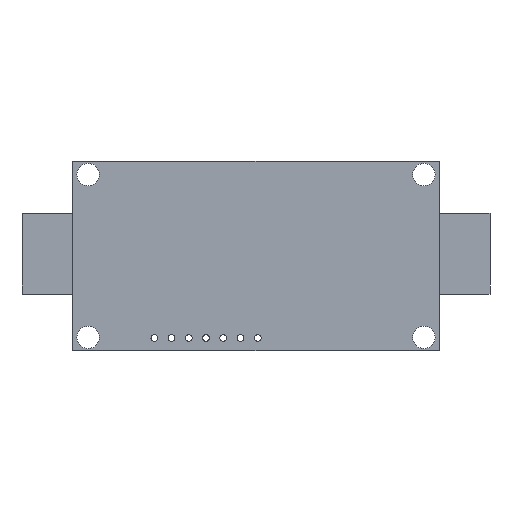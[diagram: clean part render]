
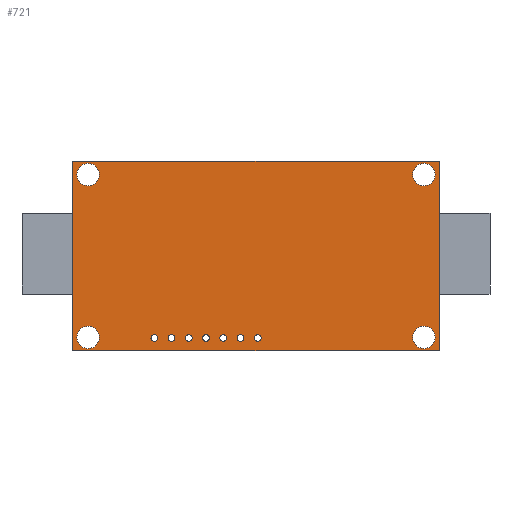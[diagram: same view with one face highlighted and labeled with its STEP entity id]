
A CAD part, left-side view. The second image highlights one B-rep face of the part: STEP entity #721.
In plain terms, the highlighted planar face has unit normal (-1, 0, 0).
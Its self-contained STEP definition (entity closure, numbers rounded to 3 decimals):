
#37=FACE_BOUND('',#128,.T.);
#38=FACE_BOUND('',#129,.T.);
#39=FACE_BOUND('',#130,.T.);
#40=FACE_BOUND('',#131,.T.);
#41=FACE_BOUND('',#132,.T.);
#42=FACE_BOUND('',#133,.T.);
#43=FACE_BOUND('',#134,.T.);
#44=FACE_BOUND('',#135,.T.);
#45=FACE_BOUND('',#136,.T.);
#46=FACE_BOUND('',#137,.T.);
#47=FACE_BOUND('',#138,.T.);
#59=CIRCLE('',#785,1.65);
#60=CIRCLE('',#786,1.65);
#61=CIRCLE('',#787,1.65);
#62=CIRCLE('',#788,1.65);
#63=CIRCLE('',#789,0.5);
#64=CIRCLE('',#790,0.5);
#65=CIRCLE('',#791,0.5);
#66=CIRCLE('',#792,0.5);
#67=CIRCLE('',#793,0.5);
#68=CIRCLE('',#794,0.5);
#69=CIRCLE('',#795,0.5);
#83=FACE_OUTER_BOUND('',#127,.T.);
#127=EDGE_LOOP('',(#497,#498,#499,#500));
#128=EDGE_LOOP('',(#501));
#129=EDGE_LOOP('',(#502));
#130=EDGE_LOOP('',(#503));
#131=EDGE_LOOP('',(#504));
#132=EDGE_LOOP('',(#505));
#133=EDGE_LOOP('',(#506));
#134=EDGE_LOOP('',(#507));
#135=EDGE_LOOP('',(#508));
#136=EDGE_LOOP('',(#509));
#137=EDGE_LOOP('',(#510));
#138=EDGE_LOOP('',(#511));
#193=LINE('',#1066,#265);
#194=LINE('',#1068,#266);
#195=LINE('',#1070,#267);
#196=LINE('',#1071,#268);
#265=VECTOR('',#856,10.);
#266=VECTOR('',#857,10.);
#267=VECTOR('',#858,10.);
#268=VECTOR('',#859,10.);
#337=VERTEX_POINT('',#1064);
#338=VERTEX_POINT('',#1065);
#339=VERTEX_POINT('',#1067);
#340=VERTEX_POINT('',#1069);
#341=VERTEX_POINT('',#1072);
#342=VERTEX_POINT('',#1074);
#343=VERTEX_POINT('',#1076);
#344=VERTEX_POINT('',#1078);
#345=VERTEX_POINT('',#1080);
#346=VERTEX_POINT('',#1082);
#347=VERTEX_POINT('',#1084);
#348=VERTEX_POINT('',#1086);
#349=VERTEX_POINT('',#1088);
#350=VERTEX_POINT('',#1090);
#351=VERTEX_POINT('',#1092);
#401=EDGE_CURVE('',#337,#338,#193,.T.);
#402=EDGE_CURVE('',#338,#339,#194,.F.);
#403=EDGE_CURVE('',#339,#340,#195,.T.);
#404=EDGE_CURVE('',#340,#337,#196,.F.);
#405=EDGE_CURVE('',#341,#341,#59,.T.);
#406=EDGE_CURVE('',#342,#342,#60,.T.);
#407=EDGE_CURVE('',#343,#343,#61,.T.);
#408=EDGE_CURVE('',#344,#344,#62,.T.);
#409=EDGE_CURVE('',#345,#345,#63,.T.);
#410=EDGE_CURVE('',#346,#346,#64,.T.);
#411=EDGE_CURVE('',#347,#347,#65,.T.);
#412=EDGE_CURVE('',#348,#348,#66,.T.);
#413=EDGE_CURVE('',#349,#349,#67,.T.);
#414=EDGE_CURVE('',#350,#350,#68,.T.);
#415=EDGE_CURVE('',#351,#351,#69,.T.);
#497=ORIENTED_EDGE('',*,*,#401,.T.);
#498=ORIENTED_EDGE('',*,*,#402,.T.);
#499=ORIENTED_EDGE('',*,*,#403,.T.);
#500=ORIENTED_EDGE('',*,*,#404,.T.);
#501=ORIENTED_EDGE('',*,*,#405,.T.);
#502=ORIENTED_EDGE('',*,*,#406,.T.);
#503=ORIENTED_EDGE('',*,*,#407,.T.);
#504=ORIENTED_EDGE('',*,*,#408,.T.);
#505=ORIENTED_EDGE('',*,*,#409,.T.);
#506=ORIENTED_EDGE('',*,*,#410,.T.);
#507=ORIENTED_EDGE('',*,*,#411,.T.);
#508=ORIENTED_EDGE('',*,*,#412,.T.);
#509=ORIENTED_EDGE('',*,*,#413,.T.);
#510=ORIENTED_EDGE('',*,*,#414,.T.);
#511=ORIENTED_EDGE('',*,*,#415,.T.);
#689=PLANE('',#784);
#721=ADVANCED_FACE('',(#83,#37,#38,#39,#40,#41,#42,#43,#44,#45,#46,#47),
#689,.T.);
#784=AXIS2_PLACEMENT_3D('',#1063,#854,#855);
#785=AXIS2_PLACEMENT_3D('',#1073,#860,#861);
#786=AXIS2_PLACEMENT_3D('',#1075,#862,#863);
#787=AXIS2_PLACEMENT_3D('',#1077,#864,#865);
#788=AXIS2_PLACEMENT_3D('',#1079,#866,#867);
#789=AXIS2_PLACEMENT_3D('',#1081,#868,#869);
#790=AXIS2_PLACEMENT_3D('',#1083,#870,#871);
#791=AXIS2_PLACEMENT_3D('',#1085,#872,#873);
#792=AXIS2_PLACEMENT_3D('',#1087,#874,#875);
#793=AXIS2_PLACEMENT_3D('',#1089,#876,#877);
#794=AXIS2_PLACEMENT_3D('',#1091,#878,#879);
#795=AXIS2_PLACEMENT_3D('',#1093,#880,#881);
#854=DIRECTION('center_axis',(-1.,0.,0.));
#855=DIRECTION('ref_axis',(0.,0.,1.));
#856=DIRECTION('',(0.,0.,1.));
#857=DIRECTION('',(0.,-1.,0.));
#858=DIRECTION('',(0.,0.,-1.));
#859=DIRECTION('',(0.,1.,0.));
#860=DIRECTION('center_axis',(1.,0.,0.));
#861=DIRECTION('ref_axis',(0.,0.,1.));
#862=DIRECTION('center_axis',(1.,0.,0.));
#863=DIRECTION('ref_axis',(0.,0.,1.));
#864=DIRECTION('center_axis',(1.,0.,0.));
#865=DIRECTION('ref_axis',(0.,0.,1.));
#866=DIRECTION('center_axis',(1.,0.,0.));
#867=DIRECTION('ref_axis',(0.,0.,1.));
#868=DIRECTION('center_axis',(1.,0.,0.));
#869=DIRECTION('ref_axis',(0.,0.,-1.));
#870=DIRECTION('center_axis',(1.,0.,0.));
#871=DIRECTION('ref_axis',(0.,0.,-1.));
#872=DIRECTION('center_axis',(1.,0.,0.));
#873=DIRECTION('ref_axis',(0.,0.,-1.));
#874=DIRECTION('center_axis',(1.,0.,0.));
#875=DIRECTION('ref_axis',(0.,0.,-1.));
#876=DIRECTION('center_axis',(1.,0.,0.));
#877=DIRECTION('ref_axis',(0.,0.,-1.));
#878=DIRECTION('center_axis',(1.,0.,0.));
#879=DIRECTION('ref_axis',(0.,0.,-1.));
#880=DIRECTION('center_axis',(1.,0.,0.));
#881=DIRECTION('ref_axis',(0.,0.,-1.));
#1063=CARTESIAN_POINT('Origin',(5.493,-49.736,9.116));
#1064=CARTESIAN_POINT('',(5.493,-76.736,-4.884));
#1065=CARTESIAN_POINT('',(5.493,-76.736,23.116));
#1066=CARTESIAN_POINT('',(5.493,-76.736,-4.384));
#1067=CARTESIAN_POINT('',(5.493,-22.736,23.116));
#1068=CARTESIAN_POINT('',(5.493,-63.236,23.116));
#1069=CARTESIAN_POINT('',(5.493,-22.736,-4.884));
#1070=CARTESIAN_POINT('',(5.493,-22.736,22.616));
#1071=CARTESIAN_POINT('',(5.493,-36.236,-4.884));
#1072=CARTESIAN_POINT('',(5.493,-24.986,19.466));
#1073=CARTESIAN_POINT('Origin',(5.493,-24.986,21.116));
#1074=CARTESIAN_POINT('',(5.493,-74.486,-4.534));
#1075=CARTESIAN_POINT('Origin',(5.493,-74.486,-2.884));
#1076=CARTESIAN_POINT('',(5.493,-24.986,-4.534));
#1077=CARTESIAN_POINT('Origin',(5.493,-24.986,-2.884));
#1078=CARTESIAN_POINT('',(5.493,-74.486,19.466));
#1079=CARTESIAN_POINT('Origin',(5.493,-74.486,21.116));
#1080=CARTESIAN_POINT('',(5.493,-44.909,-2.476));
#1081=CARTESIAN_POINT('Origin',(5.493,-44.909,-2.976));
#1082=CARTESIAN_POINT('',(5.493,-34.749,-2.476));
#1083=CARTESIAN_POINT('Origin',(5.493,-34.749,-2.976));
#1084=CARTESIAN_POINT('',(5.493,-42.369,-2.476));
#1085=CARTESIAN_POINT('Origin',(5.493,-42.369,-2.976));
#1086=CARTESIAN_POINT('',(5.493,-47.449,-2.476));
#1087=CARTESIAN_POINT('Origin',(5.493,-47.449,-2.976));
#1088=CARTESIAN_POINT('',(5.493,-37.289,-2.476));
#1089=CARTESIAN_POINT('Origin',(5.493,-37.289,-2.976));
#1090=CARTESIAN_POINT('',(5.493,-39.829,-2.476));
#1091=CARTESIAN_POINT('Origin',(5.493,-39.829,-2.976));
#1092=CARTESIAN_POINT('',(5.493,-49.989,-2.476));
#1093=CARTESIAN_POINT('Origin',(5.493,-49.989,-2.976));
